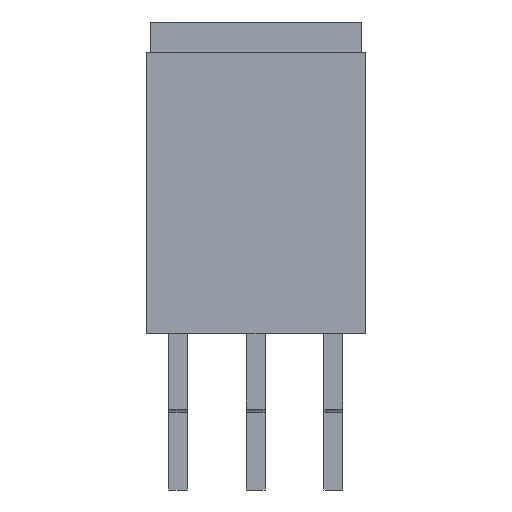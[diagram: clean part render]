
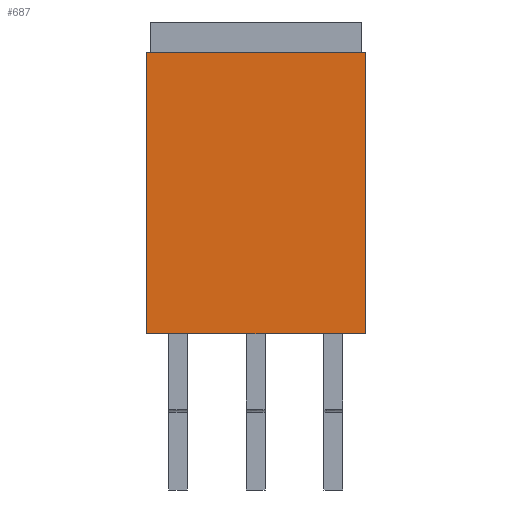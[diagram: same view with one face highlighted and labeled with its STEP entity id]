
A CAD part, front view. The second image highlights one B-rep face of the part: STEP entity #687.
In plain terms, the highlighted planar face has unit normal (0, -1, -0.001).
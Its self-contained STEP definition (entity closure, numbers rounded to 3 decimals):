
#687 = ADVANCED_FACE('',(#688),#702,.F.);
#688 = FACE_BOUND('',#689,.F.);
#689 = EDGE_LOOP('',(#690,#725,#753,#781));
#690 = ORIENTED_EDGE('',*,*,#691,.T.);
#691 = EDGE_CURVE('',#692,#694,#696,.T.);
#692 = VERTEX_POINT('',#693);
#693 = CARTESIAN_POINT('',(0.,7.167,9.968));
#694 = VERTEX_POINT('',#695);
#695 = CARTESIAN_POINT('',(7.,7.167,9.968));
#696 = SURFACE_CURVE('',#697,(#701,#713),.PCURVE_S1.);
#697 = LINE('',#698,#699);
#698 = CARTESIAN_POINT('',(0.,7.167,9.968));
#699 = VECTOR('',#700,1.);
#700 = DIRECTION('',(1.,0.,0.));
#701 = PCURVE('',#702,#707);
#702 = PLANE('',#703);
#703 = AXIS2_PLACEMENT_3D('',#704,#705,#706);
#704 = CARTESIAN_POINT('',(0.,7.167,9.968));
#705 = DIRECTION('',(0.,1.,0.001));
#706 = DIRECTION('',(0.,0.001,-1.));
#707 = DEFINITIONAL_REPRESENTATION('',(#708),#712);
#708 = LINE('',#709,#710);
#709 = CARTESIAN_POINT('',(0.,0.));
#710 = VECTOR('',#711,1.);
#711 = DIRECTION('',(0.,-1.));
#712 = ( GEOMETRIC_REPRESENTATION_CONTEXT(2) 
PARAMETRIC_REPRESENTATION_CONTEXT() REPRESENTATION_CONTEXT('2D SPACE',''
  ) );
#713 = PCURVE('',#714,#719);
#714 = PLANE('',#715);
#715 = AXIS2_PLACEMENT_3D('',#716,#717,#718);
#716 = CARTESIAN_POINT('',(0.,7.167,9.968));
#717 = DIRECTION('',(0.,-0.001,1.));
#718 = DIRECTION('',(0.,1.,0.001));
#719 = DEFINITIONAL_REPRESENTATION('',(#720),#724);
#720 = LINE('',#721,#722);
#721 = CARTESIAN_POINT('',(0.,0.));
#722 = VECTOR('',#723,1.);
#723 = DIRECTION('',(0.,-1.));
#724 = ( GEOMETRIC_REPRESENTATION_CONTEXT(2) 
PARAMETRIC_REPRESENTATION_CONTEXT() REPRESENTATION_CONTEXT('2D SPACE',''
  ) );
#725 = ORIENTED_EDGE('',*,*,#726,.T.);
#726 = EDGE_CURVE('',#694,#727,#729,.T.);
#727 = VERTEX_POINT('',#728);
#728 = CARTESIAN_POINT('',(7.,7.175,0.968));
#729 = SURFACE_CURVE('',#730,(#734,#741),.PCURVE_S1.);
#730 = LINE('',#731,#732);
#731 = CARTESIAN_POINT('',(7.,7.167,9.968));
#732 = VECTOR('',#733,1.);
#733 = DIRECTION('',(0.,0.001,-1.));
#734 = PCURVE('',#702,#735);
#735 = DEFINITIONAL_REPRESENTATION('',(#736),#740);
#736 = LINE('',#737,#738);
#737 = CARTESIAN_POINT('',(0.,-7.));
#738 = VECTOR('',#739,1.);
#739 = DIRECTION('',(1.,0.));
#740 = ( GEOMETRIC_REPRESENTATION_CONTEXT(2) 
PARAMETRIC_REPRESENTATION_CONTEXT() REPRESENTATION_CONTEXT('2D SPACE',''
  ) );
#741 = PCURVE('',#742,#747);
#742 = PLANE('',#743);
#743 = AXIS2_PLACEMENT_3D('',#744,#745,#746);
#744 = CARTESIAN_POINT('',(7.,8.611,5.473));
#745 = DIRECTION('',(1.,0.,0.));
#746 = DIRECTION('',(0.,1.,0.));
#747 = DEFINITIONAL_REPRESENTATION('',(#748),#752);
#748 = LINE('',#749,#750);
#749 = CARTESIAN_POINT('',(-1.445,4.495));
#750 = VECTOR('',#751,1.);
#751 = DIRECTION('',(0.001,-1.));
#752 = ( GEOMETRIC_REPRESENTATION_CONTEXT(2) 
PARAMETRIC_REPRESENTATION_CONTEXT() REPRESENTATION_CONTEXT('2D SPACE',''
  ) );
#753 = ORIENTED_EDGE('',*,*,#754,.F.);
#754 = EDGE_CURVE('',#755,#727,#757,.T.);
#755 = VERTEX_POINT('',#756);
#756 = CARTESIAN_POINT('',(0.,7.175,0.968));
#757 = SURFACE_CURVE('',#758,(#762,#769),.PCURVE_S1.);
#758 = LINE('',#759,#760);
#759 = CARTESIAN_POINT('',(0.,7.175,0.968));
#760 = VECTOR('',#761,1.);
#761 = DIRECTION('',(1.,0.,0.));
#762 = PCURVE('',#702,#763);
#763 = DEFINITIONAL_REPRESENTATION('',(#764),#768);
#764 = LINE('',#765,#766);
#765 = CARTESIAN_POINT('',(9.,0.));
#766 = VECTOR('',#767,1.);
#767 = DIRECTION('',(0.,-1.));
#768 = ( GEOMETRIC_REPRESENTATION_CONTEXT(2) 
PARAMETRIC_REPRESENTATION_CONTEXT() REPRESENTATION_CONTEXT('2D SPACE',''
  ) );
#769 = PCURVE('',#770,#775);
#770 = PLANE('',#771);
#771 = AXIS2_PLACEMENT_3D('',#772,#773,#774);
#772 = CARTESIAN_POINT('',(0.,7.175,0.968));
#773 = DIRECTION('',(0.,-0.001,1.));
#774 = DIRECTION('',(0.,1.,0.001));
#775 = DEFINITIONAL_REPRESENTATION('',(#776),#780);
#776 = LINE('',#777,#778);
#777 = CARTESIAN_POINT('',(0.,0.));
#778 = VECTOR('',#779,1.);
#779 = DIRECTION('',(0.,-1.));
#780 = ( GEOMETRIC_REPRESENTATION_CONTEXT(2) 
PARAMETRIC_REPRESENTATION_CONTEXT() REPRESENTATION_CONTEXT('2D SPACE',''
  ) );
#781 = ORIENTED_EDGE('',*,*,#782,.F.);
#782 = EDGE_CURVE('',#692,#755,#783,.T.);
#783 = SURFACE_CURVE('',#784,(#788,#795),.PCURVE_S1.);
#784 = LINE('',#785,#786);
#785 = CARTESIAN_POINT('',(0.,7.167,9.968));
#786 = VECTOR('',#787,1.);
#787 = DIRECTION('',(0.,0.001,-1.));
#788 = PCURVE('',#702,#789);
#789 = DEFINITIONAL_REPRESENTATION('',(#790),#794);
#790 = LINE('',#791,#792);
#791 = CARTESIAN_POINT('',(0.,0.));
#792 = VECTOR('',#793,1.);
#793 = DIRECTION('',(1.,0.));
#794 = ( GEOMETRIC_REPRESENTATION_CONTEXT(2) 
PARAMETRIC_REPRESENTATION_CONTEXT() REPRESENTATION_CONTEXT('2D SPACE',''
  ) );
#795 = PCURVE('',#796,#801);
#796 = PLANE('',#797);
#797 = AXIS2_PLACEMENT_3D('',#798,#799,#800);
#798 = CARTESIAN_POINT('',(0.,8.611,5.473));
#799 = DIRECTION('',(1.,0.,0.));
#800 = DIRECTION('',(0.,1.,0.));
#801 = DEFINITIONAL_REPRESENTATION('',(#802),#806);
#802 = LINE('',#803,#804);
#803 = CARTESIAN_POINT('',(-1.445,4.495));
#804 = VECTOR('',#805,1.);
#805 = DIRECTION('',(0.001,-1.));
#806 = ( GEOMETRIC_REPRESENTATION_CONTEXT(2) 
PARAMETRIC_REPRESENTATION_CONTEXT() REPRESENTATION_CONTEXT('2D SPACE',''
  ) );
